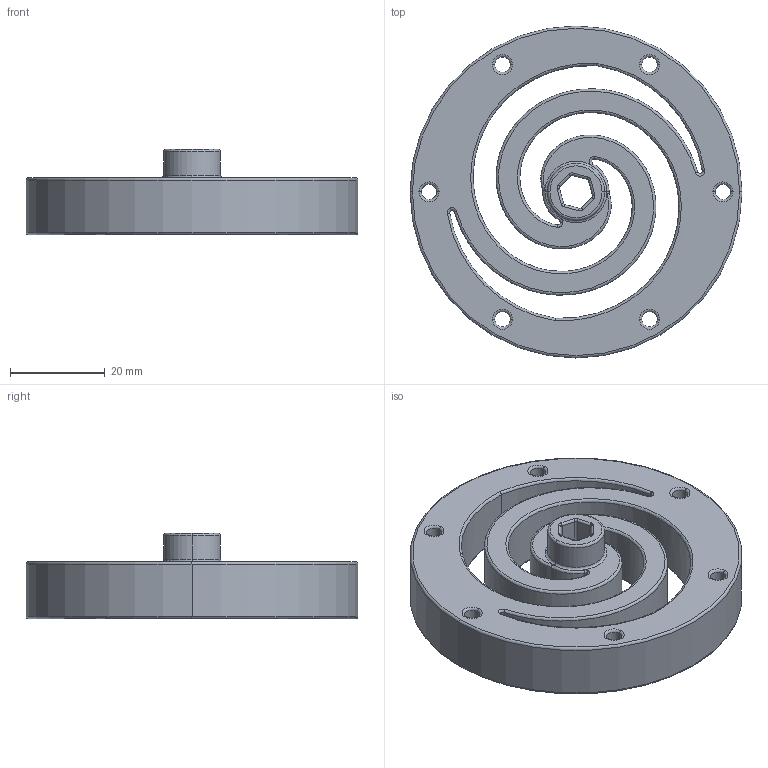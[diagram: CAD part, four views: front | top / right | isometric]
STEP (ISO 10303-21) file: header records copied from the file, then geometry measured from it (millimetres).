
FILE_DESCRIPTION (( 'STEP AP214' ), '1' );
FILE_NAME ('Planar_Torsion_Spring_2L_O1.STEP', '2024-06-21T05:44:45', ( '' ), ( '' ), 'SwSTEP 2.0', 'SolidWorks 2024', '' );
FILE_SCHEMA (( 'AUTOMOTIVE_DESIGN' ));
Length unit declared in the file: millimetre
Products named in the file (1): Planar_Torsion_Spring_2L_O1
Bounding box: 70 x 70 x 18 mm (x, y, z)
Volume: 33105.9 mm3; surface area: 15121.9 mm2
Topology: 1 solids, 1 shells, 135 faces, 317 edges, 183 vertices
Faces by surface type: torus 68, cylinder 46, bspline 12, plane 9
Entity records: 8651 total; most frequent: CARTESIAN_POINT 5424, DIRECTION 766, ORIENTED_EDGE 634, AXIS2_PLACEMENT_3D 349, EDGE_CURVE 317, CIRCLE 225, VERTEX_POINT 183, EDGE_LOOP 152
